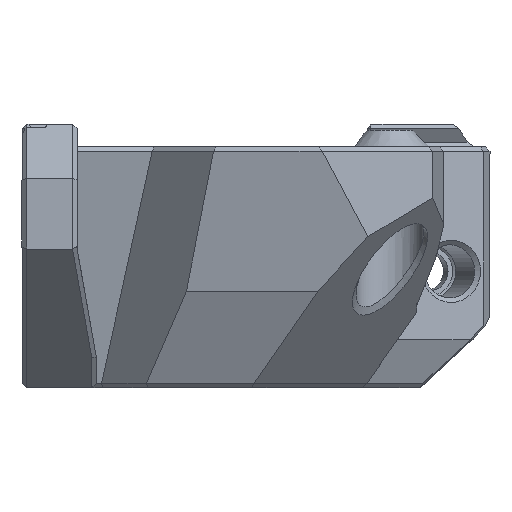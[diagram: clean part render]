
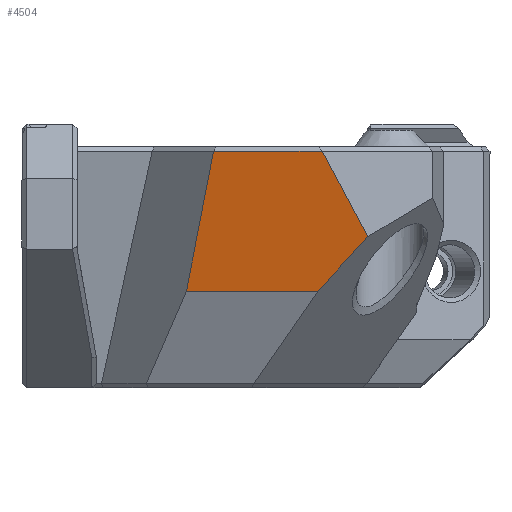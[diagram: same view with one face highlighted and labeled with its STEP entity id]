
A CAD part, left-side view. The second image highlights one B-rep face of the part: STEP entity #4504.
In plain terms, the highlighted planar face has unit normal (-0.982, 0, -0.19).
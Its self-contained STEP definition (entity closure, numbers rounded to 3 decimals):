
#215=LINE('',#6812,#707);
#216=LINE('',#6815,#708);
#217=LINE('',#6817,#709);
#218=LINE('',#6819,#710);
#219=LINE('',#6821,#711);
#220=LINE('',#6823,#712);
#221=LINE('',#6825,#713);
#707=VECTOR('',#5336,1000.);
#708=VECTOR('',#5337,1000.);
#709=VECTOR('',#5338,1000.);
#710=VECTOR('',#5339,1000.);
#711=VECTOR('',#5340,1000.);
#712=VECTOR('',#5341,1000.);
#713=VECTOR('',#5342,1000.);
#1288=ORIENTED_EDGE('',*,*,#2570,.F.);
#1289=ORIENTED_EDGE('',*,*,#2571,.T.);
#1290=ORIENTED_EDGE('',*,*,#2572,.F.);
#1291=ORIENTED_EDGE('',*,*,#2573,.T.);
#1292=ORIENTED_EDGE('',*,*,#2574,.T.);
#1293=ORIENTED_EDGE('',*,*,#2575,.F.);
#1294=ORIENTED_EDGE('',*,*,#2576,.F.);
#2570=EDGE_CURVE('',#3207,#3208,#215,.T.);
#2571=EDGE_CURVE('',#3207,#3209,#216,.T.);
#2572=EDGE_CURVE('',#3210,#3209,#217,.T.);
#2573=EDGE_CURVE('',#3210,#3211,#218,.T.);
#2574=EDGE_CURVE('',#3211,#3212,#219,.T.);
#2575=EDGE_CURVE('',#3213,#3212,#220,.T.);
#2576=EDGE_CURVE('',#3208,#3213,#221,.T.);
#3207=VERTEX_POINT('',#6813);
#3208=VERTEX_POINT('',#6814);
#3209=VERTEX_POINT('',#6816);
#3210=VERTEX_POINT('',#6818);
#3211=VERTEX_POINT('',#6820);
#3212=VERTEX_POINT('',#6822);
#3213=VERTEX_POINT('',#6824);
#3680=EDGE_LOOP('',(#1288,#1289,#1290,#1291,#1292,#1293,#1294));
#4001=FACE_BOUND('',#3680,.T.);
#4298=PLANE('',#4821);
#4504=ADVANCED_FACE('',(#4001),#4298,.T.);
#4821=AXIS2_PLACEMENT_3D('',#6811,#5334,#5335);
#5334=DIRECTION('',(-0.982,0.,-0.19));
#5335=DIRECTION('',(0.19,0.,-0.982));
#5336=DIRECTION('',(-0.102,-0.845,0.525));
#5337=DIRECTION('',(0.187,0.187,-0.964));
#5338=DIRECTION('',(0.,1.,0.));
#5339=DIRECTION('',(-0.141,-0.67,0.729));
#5340=DIRECTION('',(-0.169,0.463,0.87));
#5341=DIRECTION('',(0.054,-0.959,-0.278));
#5342=DIRECTION('',(0.,-1.,0.));
#6811=CARTESIAN_POINT('',(-12.,12.5,21.3));
#6812=CARTESIAN_POINT('',(-10.969,8.366,15.976));
#6813=CARTESIAN_POINT('',(-11.923,0.448,20.9));
#6814=CARTESIAN_POINT('',(-11.924,0.436,20.907));
#6815=CARTESIAN_POINT('',(-10.701,1.67,14.591));
#6816=CARTESIAN_POINT('',(-9.529,2.842,8.541));
#6817=CARTESIAN_POINT('',(-9.529,7.5,8.541));
#6818=CARTESIAN_POINT('',(-9.529,-8.773,8.541));
#6819=CARTESIAN_POINT('',(-8.966,-6.108,5.639));
#6820=CARTESIAN_POINT('',(-10.46,-13.194,13.351));
#6821=CARTESIAN_POINT('',(-12.423,-7.8,23.485));
#6822=CARTESIAN_POINT('',(-11.923,-9.176,20.9));
#6823=CARTESIAN_POINT('',(-12.476,0.704,23.759));
#6824=CARTESIAN_POINT('',(-11.924,-9.151,20.907));
#6825=CARTESIAN_POINT('',(-11.924,10.282,20.907));
